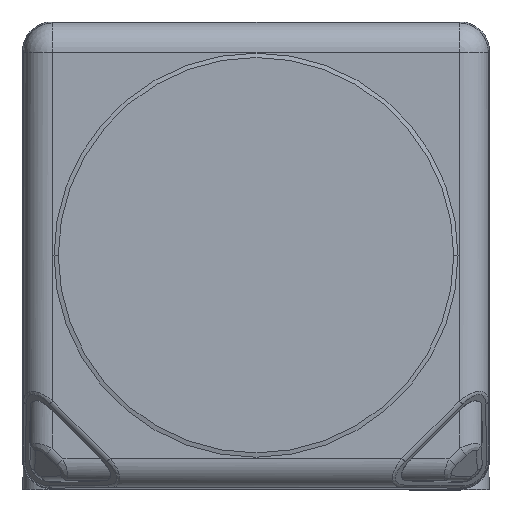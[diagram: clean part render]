
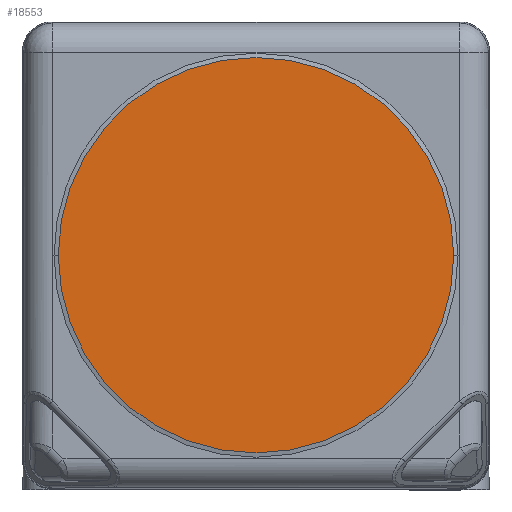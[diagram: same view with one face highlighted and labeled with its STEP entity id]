
A CAD part, top view. The second image highlights one B-rep face of the part: STEP entity #18553.
In plain terms, the highlighted planar face has unit normal (0, 0, 1).
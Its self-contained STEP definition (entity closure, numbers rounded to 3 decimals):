
#5189=CARTESIAN_POINT('',(0.,0.,12.31));
#5190=DIRECTION('',(0.,0.,-1.));
#5191=DIRECTION('',(1.,0.,0.));
#5192=AXIS2_PLACEMENT_3D('',#5189,#5190,#5191);
#5198=CARTESIAN_POINT('',(0.,0.,12.31));
#5199=DIRECTION('',(0.,0.,-1.));
#5200=DIRECTION('',(-1.,0.,0.));
#5201=AXIS2_PLACEMENT_3D('',#5198,#5199,#5200);
#8453=CARTESIAN_POINT('',(17.002,0.,12.31));
#8454=CARTESIAN_POINT('',(-17.002,0.,12.31));
#8455=VERTEX_POINT('',#8453);
#8456=VERTEX_POINT('',#8454);
#18543=CARTESIAN_POINT('',(0.,0.,12.31));
#18544=DIRECTION('',(0.,0.,1.));
#18545=DIRECTION('',(0.,1.,0.));
#18546=AXIS2_PLACEMENT_3D('',#18543,#18544,#18545);
#18547=PLANE('',#18546);
#18548=ORIENTED_EDGE('',*,*,#18526,.T.);
#18550=ORIENTED_EDGE('',*,*,#18549,.T.);
#18551=EDGE_LOOP('',(#18548,#18550));
#18552=FACE_OUTER_BOUND('',#18551,.F.);
#18553=ADVANCED_FACE('',(#18552),#18547,.T.);
#5193=CIRCLE('',#5192,17.002);
#5202=CIRCLE('',#5201,17.002);
#18526=EDGE_CURVE('',#8455,#8456,#5193,.T.);
#18549=EDGE_CURVE('',#8456,#8455,#5202,.T.);
